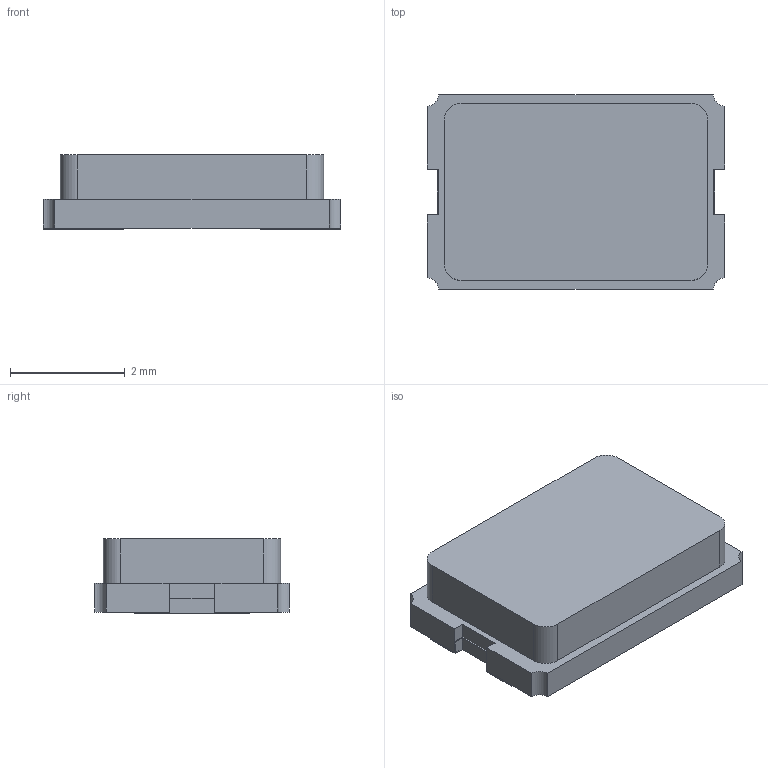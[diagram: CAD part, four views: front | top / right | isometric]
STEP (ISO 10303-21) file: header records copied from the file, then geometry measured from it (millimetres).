
FILE_DESCRIPTION (( 'STEP AP214' ), '1' );
FILE_NAME ('User Library-ABM3.STEP', '2019-03-27T00:51:56', ( '' ), ( '' ), 'SwSTEP 2.0', 'SolidWorks 2019', '' );
FILE_SCHEMA (( 'AUTOMOTIVE_DESIGN' ));
Length unit declared in the file: millimetre
Products named in the file (5): User Library-ABM3_Pocket; User Library-ABM3; User Library-ABM3_BodyBase; User Library-ABM3_Pocket001; User Library-ABM3_TopCap
Assembly tree (4 placements, depth 2):
  User Library-ABM3
    User Library-ABM3_BodyBase
    User Library-ABM3_TopCap
    User Library-ABM3_Pocket001
    User Library-ABM3_Pocket
Bounding box: 5.2 x 3.4 x 1.3 mm (x, y, z)
Volume: 20.2 mm3; surface area: 96.2 mm2
Topology: 4 solids, 4 shells, 57 faces, 147 edges, 98 vertices
Faces by surface type: plane 49, cylinder 8
Entity records: 2542 total; most frequent: CARTESIAN_POINT 309, ORIENTED_EDGE 294, DIRECTION 291, EDGE_CURVE 147, LINE 131, VECTOR 131, VERTEX_POINT 98, AXIS2_PLACEMENT_3D 80
